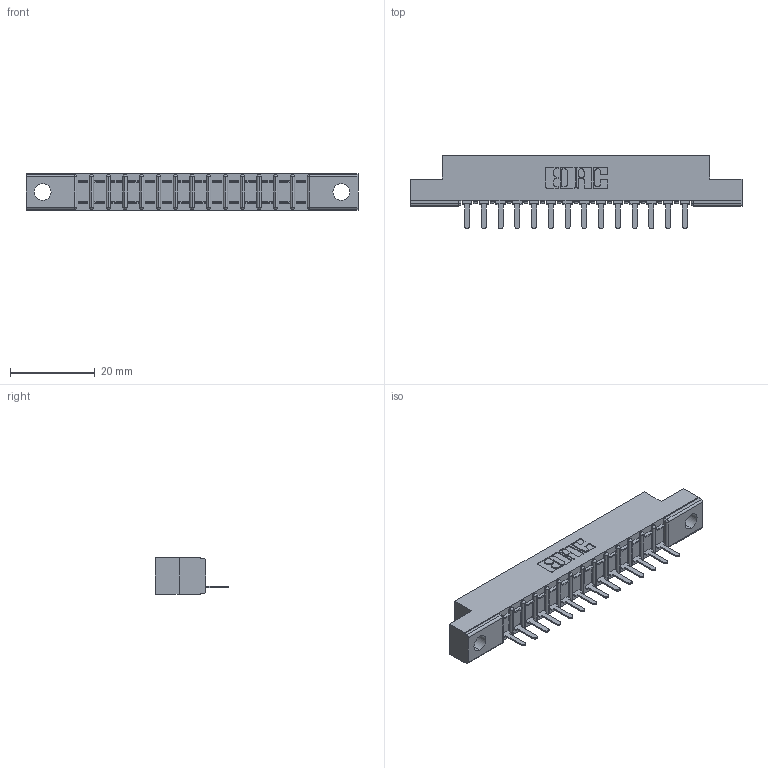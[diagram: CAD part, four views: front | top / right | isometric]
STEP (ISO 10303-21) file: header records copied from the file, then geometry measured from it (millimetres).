
FILE_DESCRIPTION (( 'STEP AP203' ), '1' );
FILE_NAME ('357-014-521-102.STEP', '2019-09-16T19:51:17', ( '' ), ( '' ), 'SwSTEP 2.0', 'SolidWorks 2016', '' );
FILE_SCHEMA (( 'CONFIG_CONTROL_DESIGN' ));
Length unit declared in the file: inch
Products named in the file (3): 357-014-521-102; 307-290-002_521; 307 Part_.128 Dia Mounting Holes
Assembly tree (15 placements, depth 2):
  357-014-521-102
    307 Part_.128 Dia Mounting Holes
    307-290-002_521  x14
Bounding box: 78.49 x 17.42 x 8.71 mm (x, y, z)
Volume: 5090.3 mm3; surface area: 8670.1 mm2
Topology: 15 solids, 15 shells, 1169 faces, 3571 edges, 2338 vertices
Faces by surface type: plane 700, cylinder 439, sphere 30
Entity records: 16174 total; most frequent: CARTESIAN_POINT 2724, ORIENTED_EDGE 2714, DIRECTION 2659, EDGE_CURVE 1357, VECTOR 1025, LINE 1025, VERTEX_POINT 882, AXIS2_PLACEMENT_3D 817
